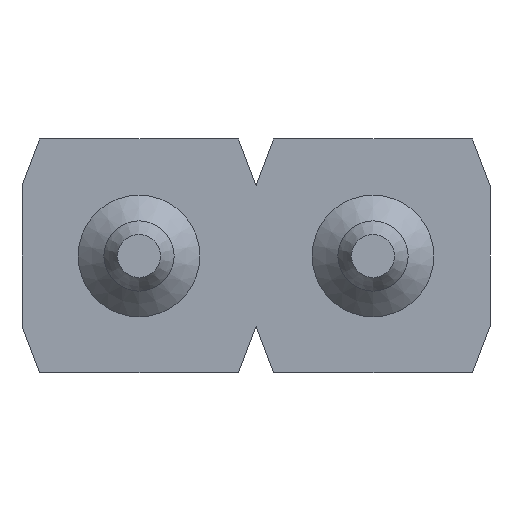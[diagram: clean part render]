
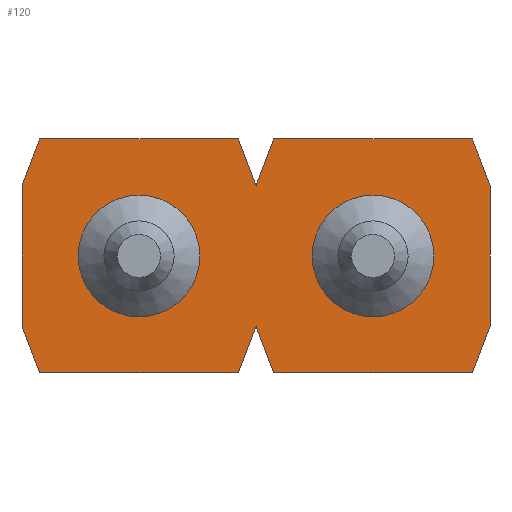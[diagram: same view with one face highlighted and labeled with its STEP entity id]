
A CAD part, front view. The second image highlights one B-rep face of the part: STEP entity #120.
In plain terms, the highlighted planar face has unit normal (0, -1, 0).
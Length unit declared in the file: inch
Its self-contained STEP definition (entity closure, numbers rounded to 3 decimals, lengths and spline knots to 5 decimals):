
#120 = ADVANCED_FACE( '', ( #238, #239, #240 ), #241, .F. );
#238 = FACE_BOUND( '', #379, .T. );
#239 = FACE_BOUND( '', #380, .T. );
#240 = FACE_OUTER_BOUND( '', #381, .T. );
#241 = PLANE( '', #382 );
#379 = EDGE_LOOP( '', ( #521 ) );
#380 = EDGE_LOOP( '', ( #522 ) );
#381 = EDGE_LOOP( '', ( #523, #524, #525, #526, #527, #528, #529, #530, #531, #532, #533, #534, #535, #536 ) );
#382 = AXIS2_PLACEMENT_3D( '', #537, #538, #539 );
#521 = ORIENTED_EDGE( '', *, *, #771, .T. );
#522 = ORIENTED_EDGE( '', *, *, #772, .T. );
#523 = ORIENTED_EDGE( '', *, *, #773, .T. );
#524 = ORIENTED_EDGE( '', *, *, #774, .F. );
#525 = ORIENTED_EDGE( '', *, *, #775, .T. );
#526 = ORIENTED_EDGE( '', *, *, #776, .T. );
#527 = ORIENTED_EDGE( '', *, *, #777, .F. );
#528 = ORIENTED_EDGE( '', *, *, #778, .T. );
#529 = ORIENTED_EDGE( '', *, *, #779, .F. );
#530 = ORIENTED_EDGE( '', *, *, #780, .T. );
#531 = ORIENTED_EDGE( '', *, *, #758, .F. );
#532 = ORIENTED_EDGE( '', *, *, #781, .T. );
#533 = ORIENTED_EDGE( '', *, *, #782, .T. );
#534 = ORIENTED_EDGE( '', *, *, #783, .F. );
#535 = ORIENTED_EDGE( '', *, *, #784, .T. );
#536 = ORIENTED_EDGE( '', *, *, #785, .F. );
#537 = CARTESIAN_POINT( '', ( 0., 0., 0. ) );
#538 = DIRECTION( '', ( 0., 1., 0. ) );
#539 = DIRECTION( '', ( 0., 0., 1. ) );
#758 = EDGE_CURVE( '', #858, #854, #860, .T. );
#771 = EDGE_CURVE( '', #880, #880, #881, .T. );
#772 = EDGE_CURVE( '', #882, #882, #883, .T. );
#773 = EDGE_CURVE( '', #884, #885, #886, .T. );
#774 = EDGE_CURVE( '', #887, #885, #888, .T. );
#775 = EDGE_CURVE( '', #887, #889, #890, .T. );
#776 = EDGE_CURVE( '', #889, #891, #892, .T. );
#777 = EDGE_CURVE( '', #893, #891, #894, .T. );
#778 = EDGE_CURVE( '', #893, #895, #896, .T. );
#779 = EDGE_CURVE( '', #897, #895, #898, .T. );
#780 = EDGE_CURVE( '', #897, #854, #899, .T. );
#781 = EDGE_CURVE( '', #858, #900, #901, .T. );
#782 = EDGE_CURVE( '', #900, #902, #903, .T. );
#783 = EDGE_CURVE( '', #904, #902, #905, .T. );
#784 = EDGE_CURVE( '', #904, #906, #907, .T. );
#785 = EDGE_CURVE( '', #884, #906, #908, .T. );
#854 = VERTEX_POINT( '', #999 );
#858 = VERTEX_POINT( '', #1005 );
#860 = LINE( '', #1008, #1009 );
#880 = VERTEX_POINT( '', #1029 );
#881 = CIRCLE( '', #1030, 0.026 );
#882 = VERTEX_POINT( '', #1031 );
#883 = CIRCLE( '', #1032, 0.026 );
#884 = VERTEX_POINT( '', #1033 );
#885 = VERTEX_POINT( '', #1034 );
#886 = LINE( '', #1035, #1036 );
#887 = VERTEX_POINT( '', #1037 );
#888 = LINE( '', #1038, #1039 );
#889 = VERTEX_POINT( '', #1040 );
#890 = LINE( '', #1041, #1042 );
#891 = VERTEX_POINT( '', #1043 );
#892 = LINE( '', #1044, #1045 );
#893 = VERTEX_POINT( '', #1046 );
#894 = LINE( '', #1047, #1048 );
#895 = VERTEX_POINT( '', #1049 );
#896 = LINE( '', #1050, #1051 );
#897 = VERTEX_POINT( '', #1052 );
#898 = LINE( '', #1053, #1054 );
#899 = LINE( '', #1055, #1056 );
#900 = VERTEX_POINT( '', #1057 );
#901 = LINE( '', #1058, #1059 );
#902 = VERTEX_POINT( '', #1060 );
#903 = LINE( '', #1061, #1062 );
#904 = VERTEX_POINT( '', #1063 );
#905 = LINE( '', #1064, #1065 );
#906 = VERTEX_POINT( '', #1066 );
#907 = LINE( '', #1067, #1068 );
#908 = LINE( '', #1069, #1070 );
#999 = CARTESIAN_POINT( '', ( 0.1925, 0., 0.05 ) );
#1005 = CARTESIAN_POINT( '', ( 0.1075, 0., 0.05 ) );
#1008 = CARTESIAN_POINT( '', ( 0., 0., 0.05 ) );
#1009 = VECTOR( '', #1187, 39.37008 );
#1029 = CARTESIAN_POINT( '', ( 0.076, 0., 0. ) );
#1030 = AXIS2_PLACEMENT_3D( '', #1209, #1210, #1211 );
#1031 = CARTESIAN_POINT( '', ( 0.176, 0., 0. ) );
#1032 = AXIS2_PLACEMENT_3D( '', #1212, #1213, #1214 );
#1033 = CARTESIAN_POINT( '', ( 0., 0., -0.03 ) );
#1034 = CARTESIAN_POINT( '', ( 0.0075, 0., -0.05 ) );
#1035 = CARTESIAN_POINT( '', ( 0., 0., -0.03 ) );
#1036 = VECTOR( '', #1215, 39.37008 );
#1037 = CARTESIAN_POINT( '', ( 0.0925, 0., -0.05 ) );
#1038 = CARTESIAN_POINT( '', ( 0.2, 0., -0.05 ) );
#1039 = VECTOR( '', #1216, 39.37008 );
#1040 = CARTESIAN_POINT( '', ( 0.1, 0., -0.03 ) );
#1041 = CARTESIAN_POINT( '', ( 0.0925, 0., -0.05 ) );
#1042 = VECTOR( '', #1217, 39.37008 );
#1043 = CARTESIAN_POINT( '', ( 0.1075, 0., -0.05 ) );
#1044 = CARTESIAN_POINT( '', ( 0.1, 0., -0.03 ) );
#1045 = VECTOR( '', #1218, 39.37008 );
#1046 = CARTESIAN_POINT( '', ( 0.1925, 0., -0.05 ) );
#1047 = CARTESIAN_POINT( '', ( 0.2, 0., -0.05 ) );
#1048 = VECTOR( '', #1219, 39.37008 );
#1049 = CARTESIAN_POINT( '', ( 0.2, 0., -0.03 ) );
#1050 = CARTESIAN_POINT( '', ( 0.1925, 0., -0.05 ) );
#1051 = VECTOR( '', #1220, 39.37008 );
#1052 = CARTESIAN_POINT( '', ( 0.2, 0., 0.03 ) );
#1053 = CARTESIAN_POINT( '', ( 0.2, 0., 0.05 ) );
#1054 = VECTOR( '', #1221, 39.37008 );
#1055 = CARTESIAN_POINT( '', ( 0.2, 0., 0.03 ) );
#1056 = VECTOR( '', #1222, 39.37008 );
#1057 = CARTESIAN_POINT( '', ( 0.1, 0., 0.03 ) );
#1058 = CARTESIAN_POINT( '', ( 0.1075, 0., 0.05 ) );
#1059 = VECTOR( '', #1223, 39.37008 );
#1060 = CARTESIAN_POINT( '', ( 0.0925, 0., 0.05 ) );
#1061 = CARTESIAN_POINT( '', ( 0.1, 0., 0.03 ) );
#1062 = VECTOR( '', #1224, 39.37008 );
#1063 = CARTESIAN_POINT( '', ( 0.0075, 0., 0.05 ) );
#1064 = CARTESIAN_POINT( '', ( 0., 0., 0.05 ) );
#1065 = VECTOR( '', #1225, 39.37008 );
#1066 = CARTESIAN_POINT( '', ( 0., 0., 0.03 ) );
#1067 = CARTESIAN_POINT( '', ( 0.0075, 0., 0.05 ) );
#1068 = VECTOR( '', #1226, 39.37008 );
#1069 = CARTESIAN_POINT( '', ( 0., 0., -0.05 ) );
#1070 = VECTOR( '', #1227, 39.37008 );
#1187 = DIRECTION( '', ( 1., 0., 0. ) );
#1209 = CARTESIAN_POINT( '', ( 0.05, 0., 0. ) );
#1210 = DIRECTION( '', ( 0., 1., 0. ) );
#1211 = DIRECTION( '', ( 1., 0., 0. ) );
#1212 = CARTESIAN_POINT( '', ( 0.15, 0., 0. ) );
#1213 = DIRECTION( '', ( 0., 1., 0. ) );
#1214 = DIRECTION( '', ( 1., 0., 0. ) );
#1215 = DIRECTION( '', ( 0.351, 0., -0.936 ) );
#1216 = DIRECTION( '', ( -1., 0., 0. ) );
#1217 = DIRECTION( '', ( 0.351, 0., 0.936 ) );
#1218 = DIRECTION( '', ( 0.351, 0., -0.936 ) );
#1219 = DIRECTION( '', ( -1., 0., 0. ) );
#1220 = DIRECTION( '', ( 0.351, 0., 0.936 ) );
#1221 = DIRECTION( '', ( 0., 0., -1. ) );
#1222 = DIRECTION( '', ( -0.351, 0., 0.936 ) );
#1223 = DIRECTION( '', ( -0.351, 0., -0.936 ) );
#1224 = DIRECTION( '', ( -0.351, 0., 0.936 ) );
#1225 = DIRECTION( '', ( 1., 0., 0. ) );
#1226 = DIRECTION( '', ( -0.351, 0., -0.936 ) );
#1227 = DIRECTION( '', ( 0., 0., 1. ) );
